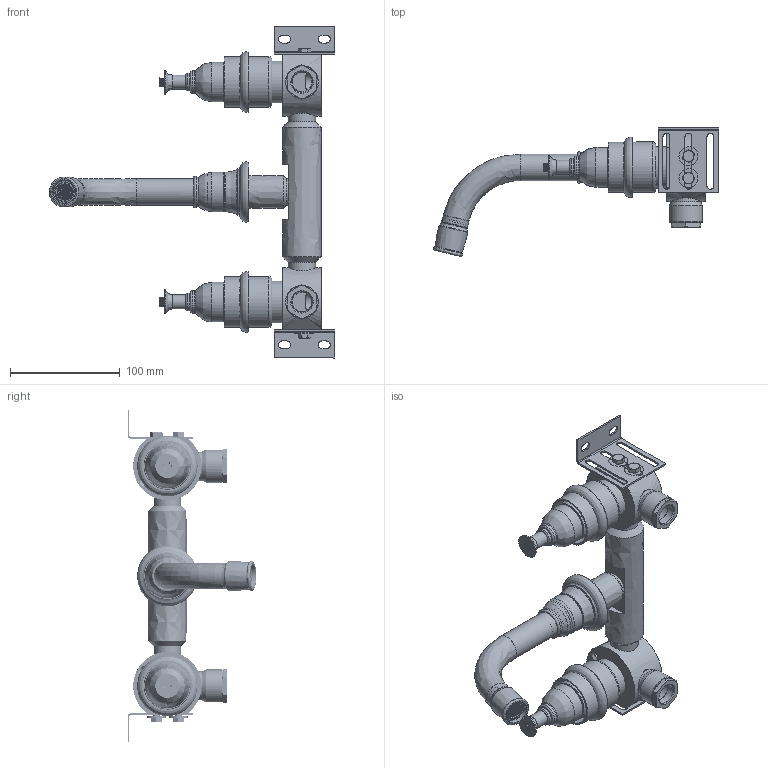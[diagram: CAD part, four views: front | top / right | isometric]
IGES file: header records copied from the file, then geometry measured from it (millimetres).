
Global section: file name: V217-A; native system: Autodesk Inventor 2018; preprocessor: unknown; author: sbajwa; date: 20190708.145327; units: millimetre
Bounding box: 259.47 x 116.91 x 302 mm (x, y, z)
Volume: 589189.7 mm3; surface area: 292489.5 mm2
Topology: 62 solids, 63 shells, 5219 faces, 14716 edges, 9618 vertices
Faces by surface type: bspline 5219
